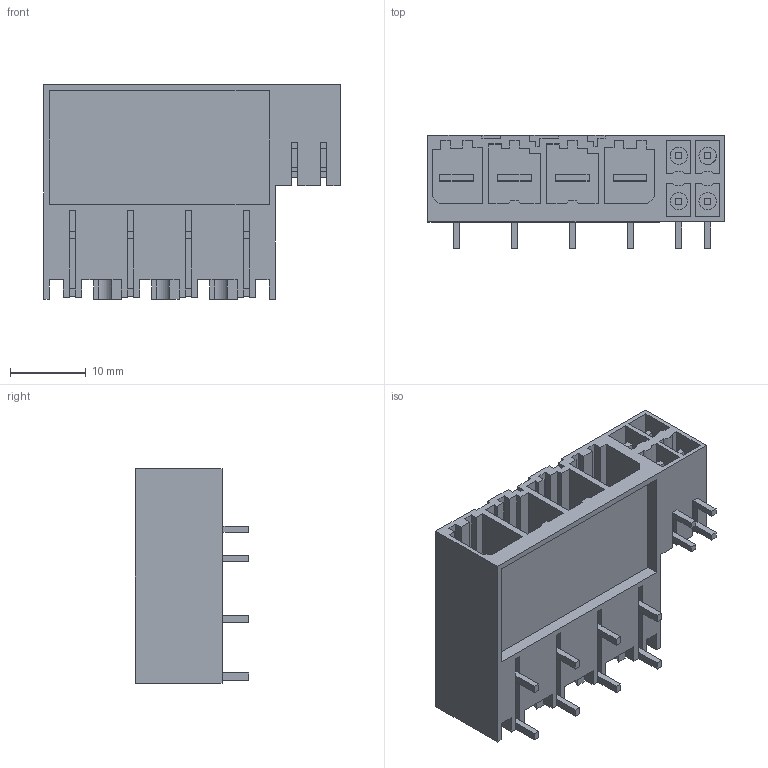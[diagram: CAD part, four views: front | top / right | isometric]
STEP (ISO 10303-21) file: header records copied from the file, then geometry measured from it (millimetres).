
FILE_DESCRIPTION(('CATIA V5R24 STEP','CAx-IF Rec.Pracs.--- Model Styling and Organization---1.2---2011-12-15'),'2;1');
FILE_NAME ('D1448409_0', '2017-05-10T09:56:53+00:00', ('Weidmueller Interface'), ('Weidmueller'), 'CATIA Version 5-6 Release 2014 SP4 HF52', 'CATIA V5 STEP AP214', 'none');
FILE_SCHEMA(('AUTOMOTIVE_DESIGN { 1 0 10303 214 1 1 1 1 }'));
Length unit declared in the file: millimetre
Products named in the file (1): 1090280000
Bounding box: 39.07 x 14.9 x 28.3 mm (x, y, z)
Volume: 5729.3 mm3; surface area: 9224.2 mm2
Topology: 9 solids, 9 shells, 548 faces, 1582 edges, 1059 vertices
Faces by surface type: plane 482, cylinder 66
Entity records: 17217 total; most frequent: ORIENTED_EDGE 3164, CARTESIAN_POINT 3022, DIRECTION 2308, EDGE_CURVE 1582, VECTOR 1438, LINE 1438, VERTEX_POINT 1059, EDGE_LOOP 571
